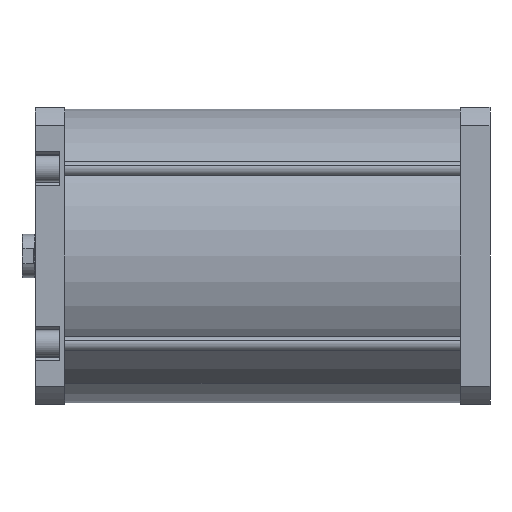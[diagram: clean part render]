
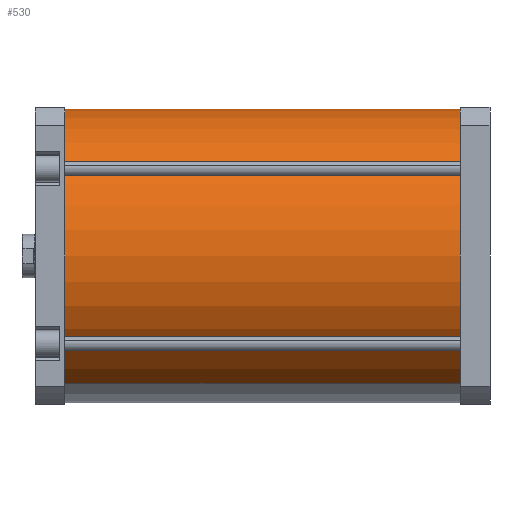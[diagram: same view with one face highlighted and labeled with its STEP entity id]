
A CAD part, front view. The second image highlights one B-rep face of the part: STEP entity #530.
In plain terms, the highlighted cylindrical face has radius 168 mm (diameter 336 mm), a partial arc.
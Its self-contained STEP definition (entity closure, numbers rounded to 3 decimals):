
#65 = VERTEX_POINT ( 'NONE', #3640 ) ;
#83 = VERTEX_POINT ( 'NONE', #3379 ) ;
#235 = VERTEX_POINT ( 'NONE', #3240 ) ;
#276 = VERTEX_POINT ( 'NONE', #3275 ) ;
#530 = ADVANCED_FACE ( 'NONE', ( #3132 ), #3137, .T. ) ;
#1373 = DIRECTION ( 'NONE',  ( 0., 0., -1. ) ) ;
#1376 = DIRECTION ( 'NONE',  ( -1., 0., 0. ) ) ;
#1397 = CARTESIAN_POINT ( 'NONE',  ( 0., 0., 452. ) ) ;
#1876 = AXIS2_PLACEMENT_3D ( 'NONE', #1397, #1373, #1376 ) ;
#2003 = AXIS2_PLACEMENT_3D ( 'NONE', #7068, #7070, #7071 ) ;
#2007 = AXIS2_PLACEMENT_3D ( 'NONE', #7069, #7076, #7077 ) ;
#3132 = FACE_OUTER_BOUND ( 'NONE', #5197, .T. ) ;
#3137 = CYLINDRICAL_SURFACE ( 'NONE', #1876, 168. ) ;
#3240 = CARTESIAN_POINT ( 'NONE',  ( -168., 0., 0. ) ) ;
#3275 = CARTESIAN_POINT ( 'NONE',  ( 168., 0., 452. ) ) ;
#3379 = CARTESIAN_POINT ( 'NONE',  ( 168., 0., 0. ) ) ;
#3640 = CARTESIAN_POINT ( 'NONE',  ( -168., 0., 452. ) ) ;
#4629 = EDGE_CURVE ( 'NONE', #276, #83, #6197, .T. ) ;
#4631 = EDGE_CURVE ( 'NONE', #65, #235, #6199, .T. ) ;
#4634 = EDGE_CURVE ( 'NONE', #65, #276, #6204, .T. ) ;
#4636 = EDGE_CURVE ( 'NONE', #235, #83, #6207, .T. ) ;
#5163 = ORIENTED_EDGE ( 'NONE', *, *, #4629, .F. ) ;
#5197 = EDGE_LOOP ( 'NONE', ( #5163, #5352, #5421, #5333 ) ) ;
#5333 = ORIENTED_EDGE ( 'NONE', *, *, #4636, .T. ) ;
#5352 = ORIENTED_EDGE ( 'NONE', *, *, #4634, .F. ) ;
#5421 = ORIENTED_EDGE ( 'NONE', *, *, #4631, .T. ) ;
#6191 = VECTOR ( 'NONE', #7058, 1000. ) ;
#6194 = VECTOR ( 'NONE', #7062, 1000. ) ;
#6197 = LINE ( 'NONE', #7045, #6191 ) ;
#6199 = LINE ( 'NONE', #7039, #6194 ) ;
#6204 = CIRCLE ( 'NONE', #2003, 168. ) ;
#6207 = CIRCLE ( 'NONE', #2007, 168. ) ;
#7039 = CARTESIAN_POINT ( 'NONE',  ( -168., 0., 452. ) ) ;
#7045 = CARTESIAN_POINT ( 'NONE',  ( 168., 0., 452. ) ) ;
#7058 = DIRECTION ( 'NONE',  ( 0., 0., -1. ) ) ;
#7062 = DIRECTION ( 'NONE',  ( 0., 0., -1. ) ) ;
#7068 = CARTESIAN_POINT ( 'NONE',  ( 0., 0., 452. ) ) ;
#7069 = CARTESIAN_POINT ( 'NONE',  ( 0., 0., 0. ) ) ;
#7070 = DIRECTION ( 'NONE',  ( 0., 0., 1. ) ) ;
#7071 = DIRECTION ( 'NONE',  ( 1., 0., 0. ) ) ;
#7076 = DIRECTION ( 'NONE',  ( 0., 0., 1. ) ) ;
#7077 = DIRECTION ( 'NONE',  ( 1., 0., 0. ) ) ;
